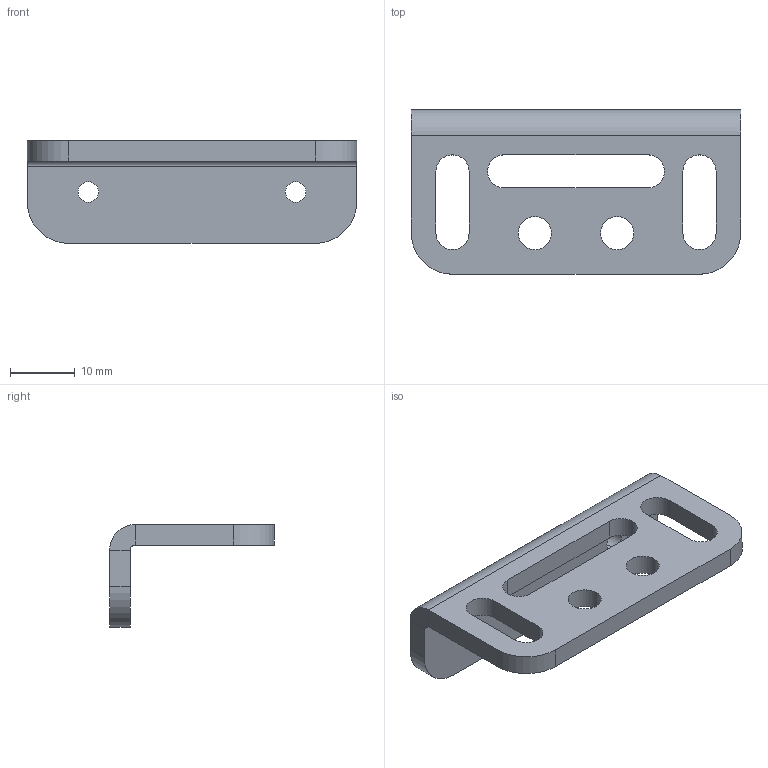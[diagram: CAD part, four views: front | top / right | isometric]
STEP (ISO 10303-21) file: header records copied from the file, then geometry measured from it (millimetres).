
FILE_DESCRIPTION (( 'STEP AP214' ), '1' );
FILE_NAME ('am-5034 Robits REV Sensor Mount.STEP', '2023-10-06T18:54:00', ( '' ), ( '' ), 'SwSTEP 2.0', 'SolidWorks 2022', '' );
FILE_SCHEMA (( 'AUTOMOTIVE_DESIGN' ));
Length unit declared in the file: inch
Products named in the file (1): am-5034 Robits REV Sensor Mount
Bounding box: 50.8 x 25.4 x 15.88 mm (x, y, z)
Volume: 4826.1 mm3; surface area: 4143.5 mm2
Topology: 1 solids, 1 shells, 39 faces, 103 edges, 66 vertices
Faces by surface type: cylinder 21, plane 18
Entity records: 1283 total; most frequent: DIRECTION 225, CARTESIAN_POINT 209, ORIENTED_EDGE 206, EDGE_CURVE 103, AXIS2_PLACEMENT_3D 82, VERTEX_POINT 66, VECTOR 61, LINE 61
